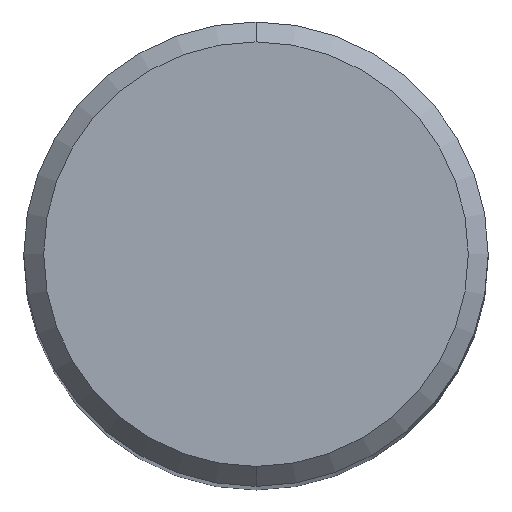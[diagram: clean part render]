
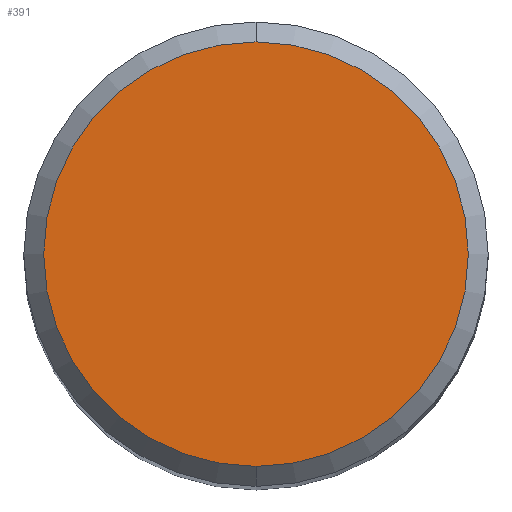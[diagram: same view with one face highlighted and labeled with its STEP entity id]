
A CAD part, top view. The second image highlights one B-rep face of the part: STEP entity #391.
In plain terms, the highlighted planar face has unit normal (0, 0, 1).
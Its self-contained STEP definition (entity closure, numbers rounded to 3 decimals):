
#391=ADVANCED_FACE('',(#988),#989,.T.);
#407=EDGE_CURVE('',#651,#461,#1006,.T.);
#461=VERTEX_POINT('',#1064);
#651=VERTEX_POINT('',#1276);
#839=EDGE_CURVE('',#461,#651,#1484,.T.);
#988=FACE_OUTER_BOUND('',#1933,.T.);
#989=PLANE('',#1934);
#1006=CIRCLE('',#3145,6.4);
#1064=CARTESIAN_POINT('',(0.,-6.4,0.0));
#1276=CARTESIAN_POINT('',(0.0,6.4,0.0));
#1484=CIRCLE('',#8807,6.4);
#1933=EDGE_LOOP('',(#9112,#9113));
#1934=AXIS2_PLACEMENT_3D('',#9114,#9115,#9116);
#3145=AXIS2_PLACEMENT_3D('',#9128,#9129,#9130);
#8807=AXIS2_PLACEMENT_3D('',#9674,#9675,#9676);
#9112=ORIENTED_EDGE('',*,*,#407,.F.);
#9113=ORIENTED_EDGE('',*,*,#839,.F.);
#9114=CARTESIAN_POINT('',(0.0,3.2,0.0));
#9115=DIRECTION('',(-0.0,0.0,1.0));
#9116=DIRECTION('',(0.0,-1.0,0.0));
#9128=CARTESIAN_POINT('',(0.0,0.0,0.0));
#9129=DIRECTION('',(0.0,0.0,-1.0));
#9130=DIRECTION('',(0.0,1.0,0.0));
#9674=CARTESIAN_POINT('',(0.0,0.0,0.0));
#9675=DIRECTION('',(0.0,0.0,-1.0));
#9676=DIRECTION('',(0.0,1.0,0.0));
